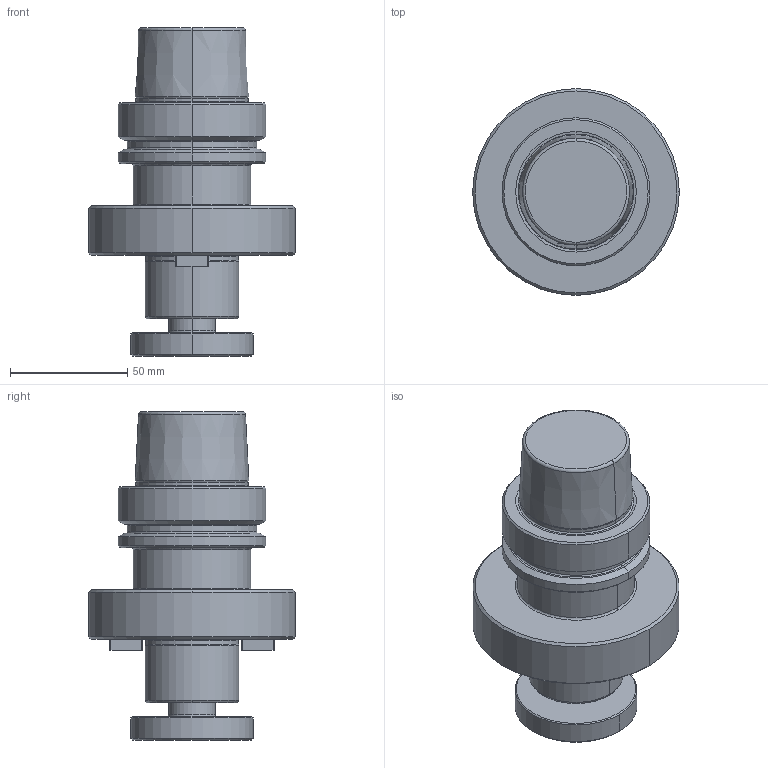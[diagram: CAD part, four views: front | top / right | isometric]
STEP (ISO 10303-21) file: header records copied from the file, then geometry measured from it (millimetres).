
FILE_DESCRIPTION (( 'STEP AP203' ), '1' );
FILE_NAME ('HSK-A 63 FMH40 065 6.3G 20000 SL SP.S.STEP', '2019-05-14T03:16:15', ( '' ), ( '' ), 'SwSTEP 2.0', 'SolidWorks 2014', '' );
FILE_SCHEMA (( 'CONFIG_CONTROL_DESIGN' ));
Length unit declared in the file: millimetre
Products named in the file (1): HSK-A 63 FMH40 065 6.3G 20000 SL SP.S
Bounding box: 88 x 88 x 139.9 mm (x, y, z)
Volume: 354247.5 mm3; surface area: 42357.9 mm2
Topology: 1 solids, 1 shells, 102 faces, 244 edges, 152 vertices
Faces by surface type: plane 38, cone 28, cylinder 20, bspline 8, torus 8
Entity records: 3589 total; most frequent: CARTESIAN_POINT 1089, DIRECTION 542, ORIENTED_EDGE 488, EDGE_CURVE 244, AXIS2_PLACEMENT_3D 209, VERTEX_POINT 152, VECTOR 124, LINE 124
